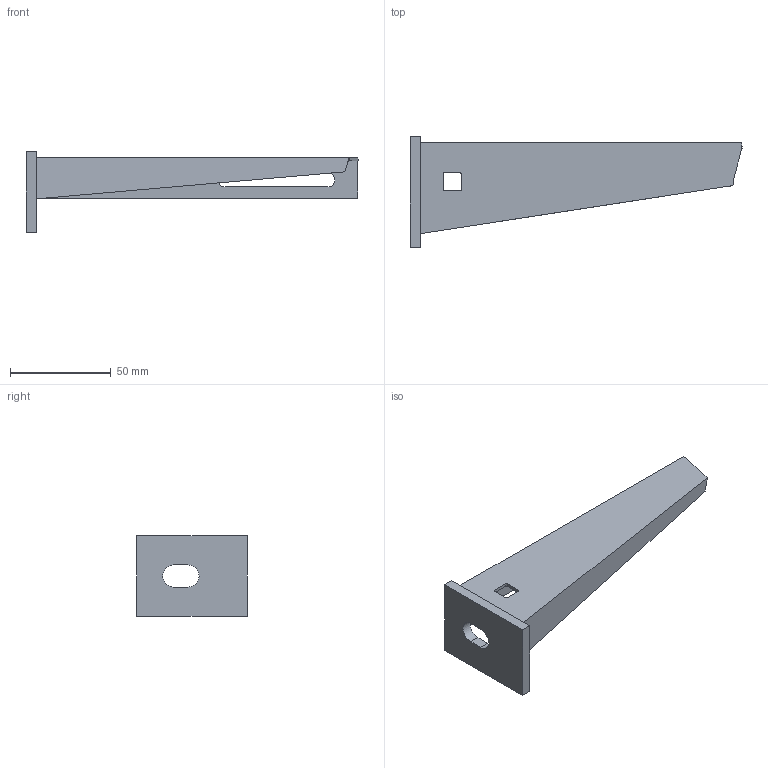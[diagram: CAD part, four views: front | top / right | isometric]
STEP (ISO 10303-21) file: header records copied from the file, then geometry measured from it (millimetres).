
FILE_DESCRIPTION (( 'STEP AP214' ), '1' );
FILE_NAME ('6420664.stp', '2024-06-14T06:04:47', ( '' ), ( '' ), 'SwSTEP 2.0', 'SolidWorks 2022', '' );
FILE_SCHEMA (( 'AUTOMOTIVE_DESIGN' ));
Length unit declared in the file: millimetre
Products named in the file (3): KTS 04.019-052_Standard; KTS 04.020-031_55x40x5; 6420664
Assembly tree (2 placements, depth 2):
  6420664
    KTS 04.019-052_Standard
    KTS 04.020-031_55x40x5
Bounding box: 165 x 55 x 40 mm (x, y, z)
Volume: 23955.2 mm3; surface area: 24760.3 mm2
Topology: 2 solids, 2 shells, 45 faces, 127 edges, 86 vertices
Faces by surface type: plane 31, cylinder 10, bspline 4
Entity records: 1689 total; most frequent: CARTESIAN_POINT 431, ORIENTED_EDGE 254, DIRECTION 216, EDGE_CURVE 127, VERTEX_POINT 86, VECTOR 84, LINE 84, AXIS2_PLACEMENT_3D 66
